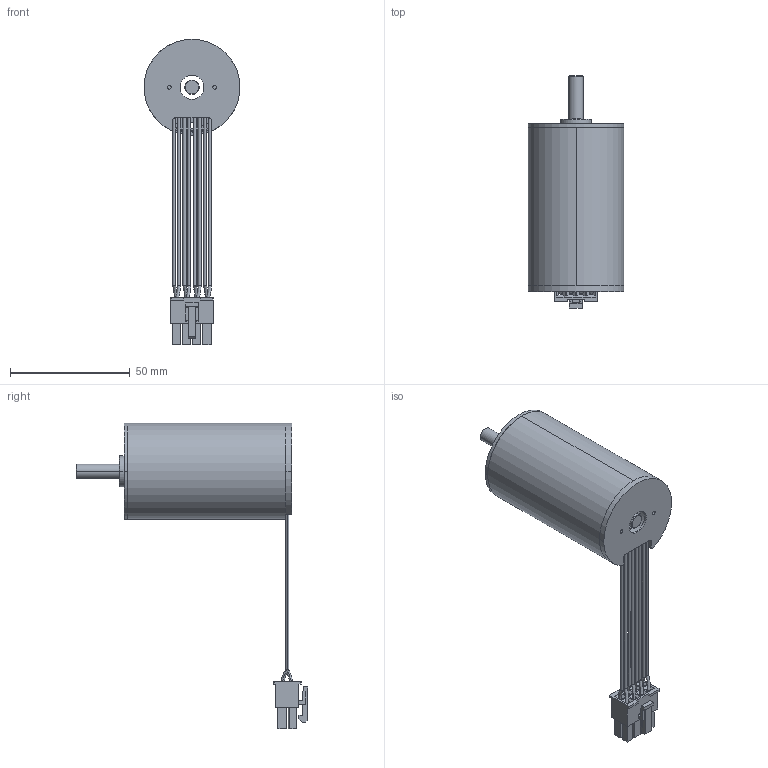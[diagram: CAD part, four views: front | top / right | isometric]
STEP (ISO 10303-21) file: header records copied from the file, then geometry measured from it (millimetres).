
FILE_DESCRIPTION (( 'STEP AP203' ), '1' );
FILE_NAME ('EC4070S.STEP', '2016-12-27T02:04:58', ( 'Sky123.Org' ), ( 'Sky123.Org' ), 'SwSTEP 2.0', 'SolidWorks 2013', '' );
FILE_SCHEMA (( 'CONFIG_CONTROL_DESIGN' ));
Length unit declared in the file: millimetre
Products named in the file (6): 01.01.0146 ヶ傷裔; 01.02.0112 綴傷裔; 01.10.0347 粣; 01.14.0121 傷赽盄; EC4070S; 01.07.0089 儂褲
Assembly tree (5 placements, depth 2):
  EC4070S
    01.07.0089 儂褲
    01.01.0146 ヶ傷裔
    01.02.0112 綴傷裔
    01.10.0347 粣
    01.14.0121 傷赽盄
Bounding box: 40 x 96.75 x 127.4 mm (x, y, z)
Volume: 26398.6 mm3; surface area: 31669.5 mm2
Topology: 10 solids, 10 shells, 530 faces, 1375 edges, 885 vertices
Faces by surface type: plane 381, cylinder 111, cone 22, bspline 16
Entity records: 17306 total; most frequent: CARTESIAN_POINT 3550, ORIENTED_EDGE 2750, DIRECTION 2644, EDGE_CURVE 1375, VECTOR 1078, LINE 1078, VERTEX_POINT 885, AXIS2_PLACEMENT_3D 783
